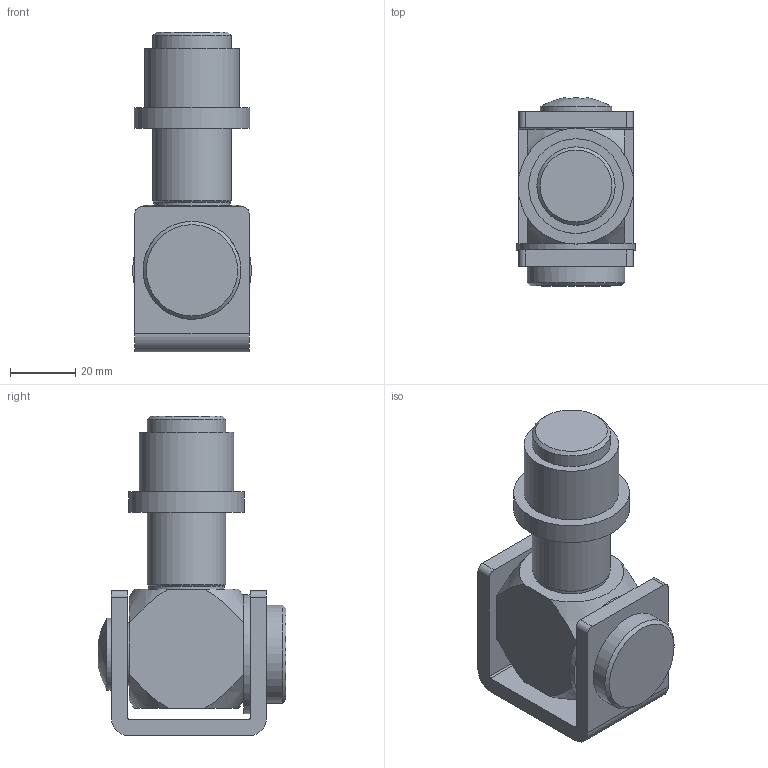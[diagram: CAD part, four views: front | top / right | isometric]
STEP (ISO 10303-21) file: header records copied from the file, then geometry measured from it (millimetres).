
FILE_DESCRIPTION (( 'STEP AP203' ), '1' );
FILE_NAME ('120-M24-VA.STEP', '2021-11-24T11:44:34', ( '' ), ( '' ), 'SwSTEP 2.0', 'SolidWorks 2018', '' );
FILE_SCHEMA (( 'CONFIG_CONTROL_DESIGN' ));
Length unit declared in the file: millimetre
Products named in the file (14): 120-M24-VA Teil6; 120-M24-VA Teil3; 120-M24-VA Teil5; 120-M24-VA Teil4; 120-M24-VA Teil3_120-M24-VA Teil3; 120-M24-VA Teil1; 120-M24-VA Teil5_120-M24-VA Teil5; 120-M24-VA Teil1_120-M24-VA Teil1; 120-M24-VA; 120-M24-VA Teil4_120-M24-VA Teil4; 120-M24-VA Teil2_120-M24-VA Teil2; 120-M24-VA Teil6_120-M24-VA Teil6; 120-M24-VA Teil2
Assembly tree (7 placements, depth 2):
  120-M24-VA Teil6
  120-M24-VA Teil3
  120-M24-VA Teil5
  120-M24-VA Teil4
  120-M24-VA
    120-M24-VA Teil2_120-M24-VA Teil2
    120-M24-VA Teil5_120-M24-VA Teil5
    120-M24-VA Teil6_120-M24-VA Teil6
    120-M24-VA Teil1_120-M24-VA Teil1
    120-M24-VA Teil3_120-M24-VA Teil3
    120-M24-VA Teil4_120-M24-VA Teil4
Bounding box: 36.5 x 57.61 x 98 mm (x, y, z)
Volume: 97406.2 mm3; surface area: 35125.2 mm2
Topology: 6 solids, 6 shells, 310 faces, 800 edges, 532 vertices
Faces by surface type: plane 196, bspline 69, cylinder 28, cone 15, sphere 1, torus 1
Full cylindrical faces by diameter (mm): 8.5 x1, 9.2 x1, 10 x1, 10.2 x1, 12 x1, 19.4 x1, 20 x2, 21 x2, 22 x1, 23.3 x1, 24 x1, 29 x1, 30 x1, 35.5 x1, 36.5 x1
Entity records: 14895 total; most frequent: CARTESIAN_POINT 6597, ORIENTED_EDGE 1522, DIRECTION 1202, EDGE_CURVE 761, LINE 526, VECTOR 526, VERTEX_POINT 521, EDGE_LOOP 380
